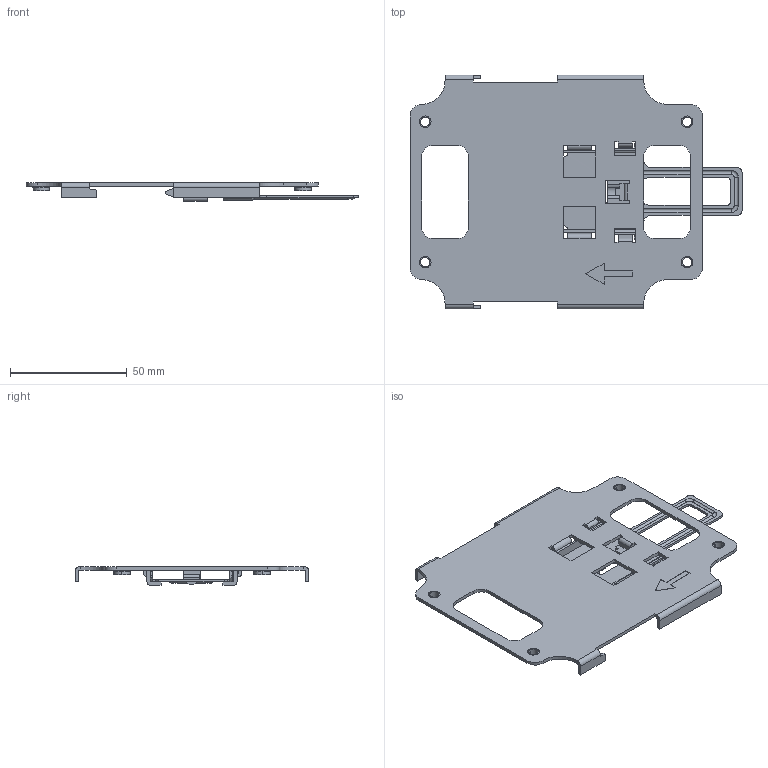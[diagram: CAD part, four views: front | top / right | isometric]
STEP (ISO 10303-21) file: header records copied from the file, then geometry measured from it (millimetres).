
FILE_DESCRIPTION((''),'2;1');
FILE_NAME('DIN14_ASM','2021-09-07T14:30:26',('zhxmin'),(''),'CREO PARAMETRIC BY PTC INC, 2018020','CREO PARAMETRIC BY PTC INC, 2018020','');
FILE_SCHEMA(('CONFIG_CONTROL_DESIGN','SHAPE_APPEARANCE_LAYERS_GROUPS'));
Length unit declared in the file: metre
Products named in the file (8): 4P-8-040-353_SOLID_1; 4P-8-040-353_QUILT_1; 4P-8-040-353_QUILT_2; 4P-8-040-353_QUILT_3; 4P-8-040-353_QUILT_4; 3P-8-271-166_1; 4P-5-149-014_ASM; DIN14_ASM
Assembly tree (7 placements, depth 3):
  DIN14_ASM
    4P-5-149-014_ASM
      4P-8-040-353_SOLID_1
      4P-8-040-353_QUILT_1
      4P-8-040-353_QUILT_2
      4P-8-040-353_QUILT_3
      4P-8-040-353_QUILT_4
      3P-8-271-166_1
Bounding box: 142 x 100 x 8.1 mm (x, y, z)
Volume: 17055.2 mm3; surface area: 26226.2 mm2
Topology: 2 solids, 6 shells, 294 faces, 880 edges, 592 vertices
Faces by surface type: plane 191, cylinder 87, torus 10, sphere 4, bspline 2
Entity records: 10441 total; most frequent: CARTESIAN_POINT 1847, ORIENTED_EDGE 1736, DIRECTION 1735, EDGE_CURVE 876, VECTOR 631, LINE 631, VERTEX_POINT 592, AXIS2_PLACEMENT_3D 552
